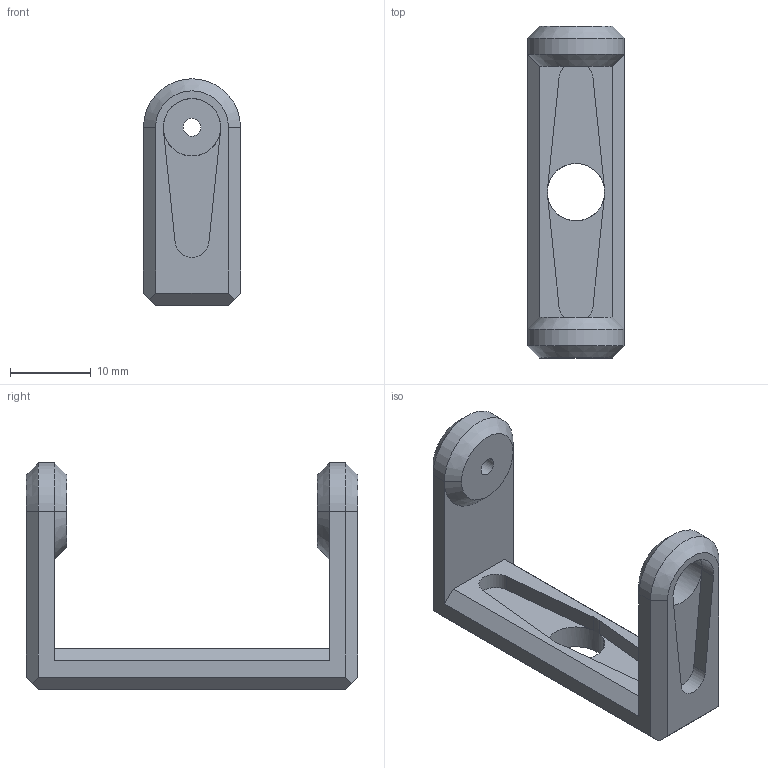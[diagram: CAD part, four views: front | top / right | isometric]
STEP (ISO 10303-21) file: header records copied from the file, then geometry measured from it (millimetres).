
FILE_DESCRIPTION(('CATIA V5 STEP Exchange'),'2;1');
FILE_NAME('head_u_bracket.stp','2020-01-25T08:22:42+00:00',('none'),('none'),'CATIA Version 5 Release 20 GA (IN-10)','CATIA V5 STEP AP203','none');
FILE_SCHEMA(('CONFIG_CONTROL_DESIGN'));
Length unit declared in the file: millimetre
Products named in the file (1): head_u_bracket
Bounding box: 12 x 41 x 28 mm (x, y, z)
Volume: 3389.7 mm3; surface area: 2864.2 mm2
Topology: 1 solids, 1 shells, 50 faces, 127 edges, 80 vertices
Faces by surface type: plane 30, cylinder 14, cone 6
Entity records: 1475 total; most frequent: CARTESIAN_POINT 265, ORIENTED_EDGE 254, DIRECTION 205, EDGE_CURVE 127, AXIS2_PLACEMENT_3D 87, VERTEX_POINT 80, VECTOR 74, LINE 74
